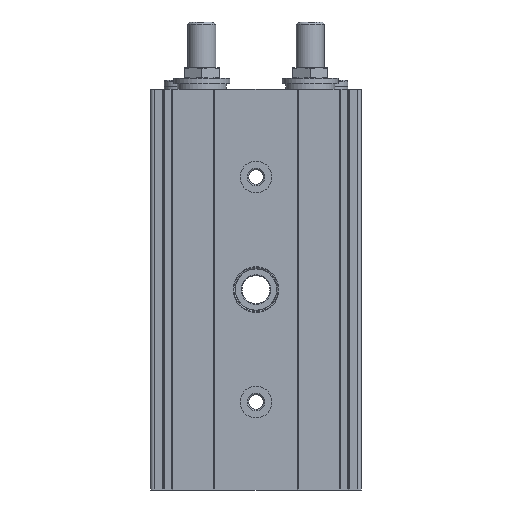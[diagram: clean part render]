
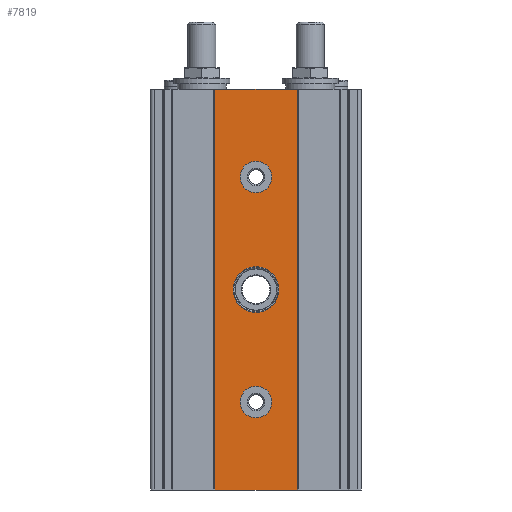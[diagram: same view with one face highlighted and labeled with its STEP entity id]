
A CAD part, front view. The second image highlights one B-rep face of the part: STEP entity #7819.
In plain terms, the highlighted planar face has unit normal (0, -1, 0).
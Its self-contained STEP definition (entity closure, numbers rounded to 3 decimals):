
#367=LINE('',#12467,#873);
#444=LINE('',#12777,#950);
#506=LINE('',#12956,#1012);
#507=LINE('',#12964,#1013);
#873=VECTOR('',#9674,1000.);
#950=VECTOR('',#9911,1000.);
#1012=VECTOR('',#10085,1000.);
#1013=VECTOR('',#10094,1000.);
#1358=PLANE('',#8582);
#1727=CIRCLE('',#8583,6.5);
#1728=CIRCLE('',#8584,4.5);
#1729=CIRCLE('',#8585,4.5);
#2571=ORIENTED_EDGE('',*,*,#4750,.F.);
#2572=ORIENTED_EDGE('',*,*,#4751,.F.);
#2573=ORIENTED_EDGE('',*,*,#4752,.F.);
#2574=ORIENTED_EDGE('',*,*,#4657,.T.);
#2575=ORIENTED_EDGE('',*,*,#4753,.F.);
#2576=ORIENTED_EDGE('',*,*,#4501,.F.);
#2577=ORIENTED_EDGE('',*,*,#4749,.T.);
#4501=EDGE_CURVE('',#5620,#5621,#367,.T.);
#4657=EDGE_CURVE('',#5774,#5773,#444,.T.);
#4749=EDGE_CURVE('',#5620,#5774,#506,.T.);
#4750=EDGE_CURVE('',#5835,#5835,#1727,.F.);
#4751=EDGE_CURVE('',#5836,#5836,#1728,.F.);
#4752=EDGE_CURVE('',#5837,#5837,#1729,.F.);
#4753=EDGE_CURVE('',#5621,#5773,#507,.T.);
#5620=VERTEX_POINT('',#12466);
#5621=VERTEX_POINT('',#12468);
#5773=VERTEX_POINT('',#12776);
#5774=VERTEX_POINT('',#12778);
#5835=VERTEX_POINT('',#12959);
#5836=VERTEX_POINT('',#12961);
#5837=VERTEX_POINT('',#12963);
#6392=EDGE_LOOP('',(#2571));
#6393=EDGE_LOOP('',(#2572));
#6394=EDGE_LOOP('',(#2573));
#6395=EDGE_LOOP('',(#2574,#2575,#2576,#2577));
#7084=FACE_BOUND('',#6392,.T.);
#7085=FACE_BOUND('',#6393,.T.);
#7086=FACE_BOUND('',#6394,.T.);
#7087=FACE_BOUND('',#6395,.T.);
#7819=ADVANCED_FACE('',(#7084,#7085,#7086,#7087),#1358,.F.);
#8582=AXIS2_PLACEMENT_3D('',#12957,#10086,#10087);
#8583=AXIS2_PLACEMENT_3D('',#12958,#10088,#10089);
#8584=AXIS2_PLACEMENT_3D('',#12960,#10090,#10091);
#8585=AXIS2_PLACEMENT_3D('',#12962,#10092,#10093);
#9674=DIRECTION('',(1.,0.,0.));
#9911=DIRECTION('',(1.,0.,0.));
#10085=DIRECTION('',(0.,0.,-1.));
#10086=DIRECTION('',(0.,1.,0.));
#10087=DIRECTION('',(-1.,0.,0.));
#10088=DIRECTION('',(0.,1.,0.));
#10089=DIRECTION('',(-1.,0.,0.));
#10090=DIRECTION('',(0.,1.,0.));
#10091=DIRECTION('',(-1.,0.,0.));
#10092=DIRECTION('',(0.,1.,0.));
#10093=DIRECTION('',(-1.,0.,0.));
#10094=DIRECTION('',(0.,0.,-1.));
#12466=CARTESIAN_POINT('',(-11.7,0.3,57.));
#12467=CARTESIAN_POINT('',(-11.7,0.3,57.));
#12468=CARTESIAN_POINT('',(11.7,0.3,57.));
#12776=CARTESIAN_POINT('',(11.7,0.3,-57.));
#12777=CARTESIAN_POINT('',(-11.7,0.3,-57.));
#12778=CARTESIAN_POINT('',(-11.7,0.3,-57.));
#12956=CARTESIAN_POINT('',(-11.7,0.3,57.));
#12957=CARTESIAN_POINT('',(-11.7,0.3,57.));
#12958=CARTESIAN_POINT('',(0.,0.3,0.));
#12959=CARTESIAN_POINT('',(-6.5,0.3,0.));
#12960=CARTESIAN_POINT('',(0.,0.3,-32.));
#12961=CARTESIAN_POINT('',(-4.5,0.3,-32.));
#12962=CARTESIAN_POINT('',(0.,0.3,32.));
#12963=CARTESIAN_POINT('',(-4.5,0.3,32.));
#12964=CARTESIAN_POINT('',(11.7,0.3,57.));
